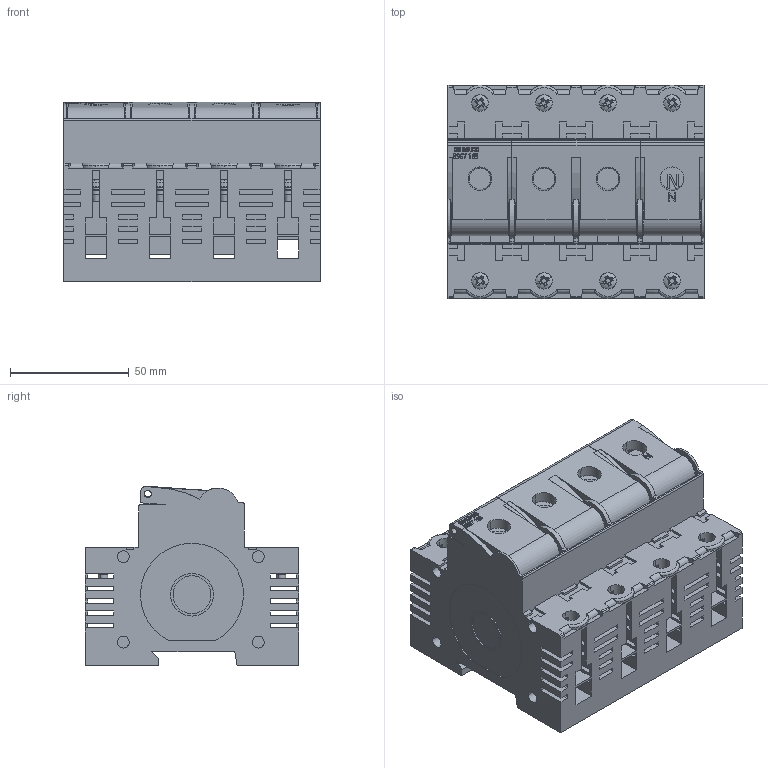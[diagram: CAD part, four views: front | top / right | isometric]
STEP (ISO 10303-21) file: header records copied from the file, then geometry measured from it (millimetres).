
FILE_DESCRIPTION(('STEP AP214'),'1');
FILE_NAME('cctmp_F9FE9D1C-5FFC-49BA-8E5F-04B9D2076DA3_2023_07_21_23_26_23_0611..stp','2023-07-21T21:26:25',('SIEMENS A&D'),('CADClick - www.CADClick.com'),'Spatial InterOp 3D postprocessed',' ','unknown authorization');
FILE_SCHEMA(('AUTOMOTIVE_DESIGN'));
Length unit declared in the file: millimetre
Products named in the file (1): 2023_07_21_23_26_23_0547
Bounding box: 108 x 90 x 75.77 mm (x, y, z)
Volume: 329014.1 mm3; surface area: 158418.8 mm2
Topology: 1 solids, 19 shells, 1636 faces, 5078 edges, 3344 vertices
Faces by surface type: plane 1109, cylinder 253, cone 198, extrusion 28, torus 24, sphere 16, bspline 8
Entity records: 63296 total; most frequent: CARTESIAN_POINT 12586, ORIENTED_EDGE 10156, DIRECTION 8978, EDGE_CURVE 5078, VECTOR 3488, LINE 3460, VERTEX_POINT 3344, AXIS2_PLACEMENT_3D 2745
